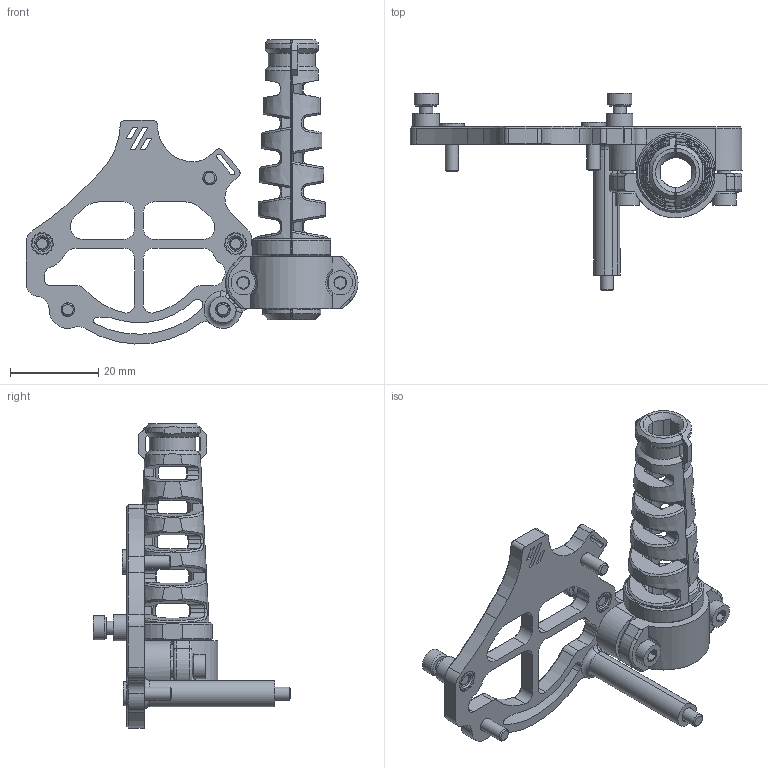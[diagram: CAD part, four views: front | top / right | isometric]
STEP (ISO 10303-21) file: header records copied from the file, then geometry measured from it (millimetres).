
FILE_DESCRIPTION(/* description */ (''),/* implementation_level */ '2;1');
FILE_NAME(/* name */ 'WWG2_NH36_PUG_mount_assembly v3.step',/* time_stamp */ '2025-05-09T15:43:11-05:00',/* author */ (''),/* organization */ (''),/* preprocessor_version */ 'ST-DEVELOPER v20.1',/* originating_system */ 'Autodesk Translation Framework v14.4.0.0',/* authorisation */ '');
FILE_SCHEMA (('AUTOMOTIVE_DESIGN { 1 0 10303 214 3 1 1 }'));
Length unit declared in the file: millimetre
Products named in the file (13): CANBoard_Mount(XOL2)_NOTAP(PUG)_nospacer; fasteners; M3x30 SHCS; (Unsaved); M3x8 SHCS; NH36_mount_PUG.stl; pug_front; spacer_3.0mm _ID_(2x); spacer_3.0mm _ID_(2x) (1); spacer_3.2mm _ID (1); spacer_3.2mm _ID; PUG_v4 v2; PUG_v4
Assembly tree (20 placements, depth 3):
  CANBoard_Mount(XOL2)_NOTAP(PUG)_nospacer
    fasteners
      (Unsaved)  x4
      M3x30 SHCS
      M3x8 SHCS  x6
    NH36_mount_PUG.stl
    pug_front
    spacer_3.0mm _ID_(2x)
    spacer_3.0mm _ID_(2x) (1)
    spacer_3.2mm _ID (1)
    spacer_3.2mm _ID
    PUG_v4 v2
      PUG_v4
Bounding box: 75.21 x 44.8 x 68.87 mm (x, y, z)
Volume: 14501.4 mm3; surface area: 15494.3 mm2
Topology: 19 solids, 19 shells, 1620 faces, 4332 edges, 2780 vertices
Faces by surface type: bspline 602, plane 400, cylinder 331, cone 274, torus 13
Full cylindrical faces by diameter (mm): 2.9 x4, 3 x9, 3.086 x2, 3.2 x2, 3.4 x1, 4.1 x4, 4.25 x8, 4.7 x4, 5.5 x10, 6 x4
Entity records: 48590 total; most frequent: CARTESIAN_POINT 22649, ORIENTED_EDGE 6122, DIRECTION 4205, EDGE_CURVE 3061, VERTEX_POINT 1958, AXIS2_PLACEMENT_3D 1538, EDGE_LOOP 1187, FACE_OUTER_BOUND 1133
